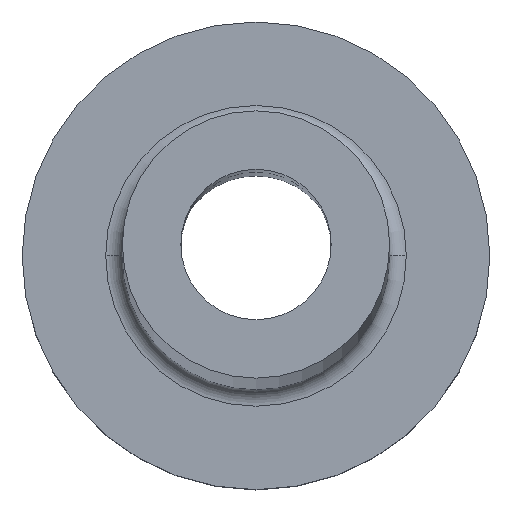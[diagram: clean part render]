
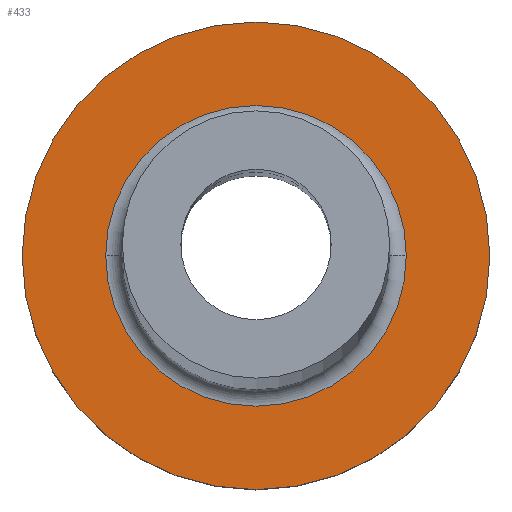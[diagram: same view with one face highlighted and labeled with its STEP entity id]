
A CAD part, top view. The second image highlights one B-rep face of the part: STEP entity #433.
In plain terms, the highlighted planar face has unit normal (0, 0, 1).
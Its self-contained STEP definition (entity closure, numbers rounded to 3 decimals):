
#7 = PLANE ( 'NONE',  #196 ) ;
#12 = FACE_OUTER_BOUND ( 'NONE', #436, .T. ) ;
#25 = VERTEX_POINT ( 'NONE', #429 ) ;
#31 = DIRECTION ( 'NONE',  ( 0., 0., 1. ) ) ;
#88 = EDGE_LOOP ( 'NONE', ( #377, #102 ) ) ;
#102 = ORIENTED_EDGE ( 'NONE', *, *, #280, .T. ) ;
#104 = DIRECTION ( 'NONE',  ( 0., 0., 1. ) ) ;
#112 = DIRECTION ( 'NONE',  ( 0., 0., -1. ) ) ;
#121 = EDGE_CURVE ( 'NONE', #449, #373, #183, .T. ) ;
#127 = CIRCLE ( 'NONE', #385, 4.5 ) ;
#138 = CARTESIAN_POINT ( 'NONE',  ( 7., 0., 5. ) ) ;
#158 = DIRECTION ( 'NONE',  ( 1., 0., 0. ) ) ;
#161 = CARTESIAN_POINT ( 'NONE',  ( -4.5, 0., 5. ) ) ;
#168 = EDGE_CURVE ( 'NONE', #25, #237, #127, .T. ) ;
#176 = DIRECTION ( 'NONE',  ( 1., 0., 0. ) ) ;
#183 = CIRCLE ( 'NONE', #326, 7. ) ;
#187 = DIRECTION ( 'NONE',  ( 0., 0., -1. ) ) ;
#196 = AXIS2_PLACEMENT_3D ( 'NONE', #369, #434, #158 ) ;
#199 = CARTESIAN_POINT ( 'NONE',  ( -7., 0., 5. ) ) ;
#203 = ORIENTED_EDGE ( 'NONE', *, *, #121, .T. ) ;
#205 = CIRCLE ( 'NONE', #364, 4.5 ) ;
#237 = VERTEX_POINT ( 'NONE', #161 ) ;
#279 = CARTESIAN_POINT ( 'NONE',  ( 0., 0., 5. ) ) ;
#280 = EDGE_CURVE ( 'NONE', #237, #25, #205, .T. ) ;
#290 = CIRCLE ( 'NONE', #428, 7. ) ;
#326 = AXIS2_PLACEMENT_3D ( 'NONE', #279, #104, #391 ) ;
#334 = FACE_BOUND ( 'NONE', #88, .T. ) ;
#337 = DIRECTION ( 'NONE',  ( 1., 0., 0. ) ) ;
#343 = CARTESIAN_POINT ( 'NONE',  ( 0., 0., 5. ) ) ;
#353 = CARTESIAN_POINT ( 'NONE',  ( 0., 0., 5. ) ) ;
#364 = AXIS2_PLACEMENT_3D ( 'NONE', #343, #187, #337 ) ;
#369 = CARTESIAN_POINT ( 'NONE',  ( 0., 0., 5. ) ) ;
#373 = VERTEX_POINT ( 'NONE', #199 ) ;
#377 = ORIENTED_EDGE ( 'NONE', *, *, #168, .T. ) ;
#385 = AXIS2_PLACEMENT_3D ( 'NONE', #452, #112, #176 ) ;
#391 = DIRECTION ( 'NONE',  ( 1., 0., 0. ) ) ;
#394 = EDGE_CURVE ( 'NONE', #373, #449, #290, .T. ) ;
#428 = AXIS2_PLACEMENT_3D ( 'NONE', #353, #31, #437 ) ;
#429 = CARTESIAN_POINT ( 'NONE',  ( 4.5, 0., 5. ) ) ;
#431 = ORIENTED_EDGE ( 'NONE', *, *, #394, .T. ) ;
#433 = ADVANCED_FACE ( 'NONE', ( #334, #12 ), #7, .T. ) ;
#434 = DIRECTION ( 'NONE',  ( 0., 0., 1. ) ) ;
#436 = EDGE_LOOP ( 'NONE', ( #431, #203 ) ) ;
#437 = DIRECTION ( 'NONE',  ( 1., 0., 0. ) ) ;
#449 = VERTEX_POINT ( 'NONE', #138 ) ;
#452 = CARTESIAN_POINT ( 'NONE',  ( 0., 0., 5. ) ) ;
